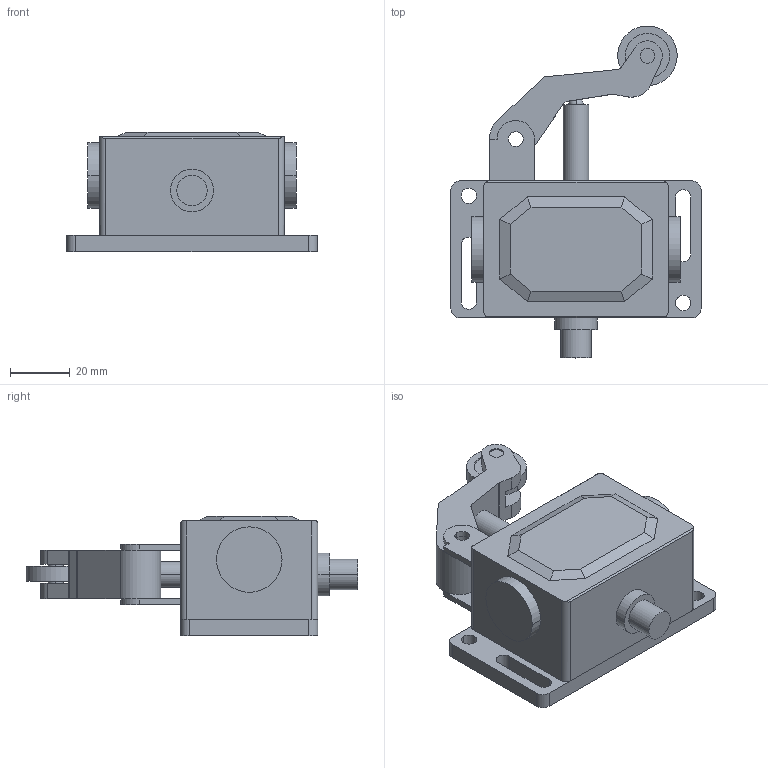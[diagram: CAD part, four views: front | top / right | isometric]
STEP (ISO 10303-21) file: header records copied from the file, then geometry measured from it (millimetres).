
FILE_DESCRIPTION((''),'2;1');
FILE_NAME('3d_PLNU1H.stp','2012-10-03T07:59:26',(''),(''),'Mechanical Desktop 2011','Mechanical Desktop 2011',', , ');
FILE_SCHEMA(('CONFIG_CONTROL_DESIGN'));
Length unit declared in the file: millimetre
Products named in the file (1): Product
Bounding box: 84 x 111.5 x 40 mm (x, y, z)
Volume: 134942.8 mm3; surface area: 36278.6 mm2
Topology: 13 solids, 13 shells, 130 faces, 324 edges, 226 vertices
Faces by surface type: plane 75, cylinder 53, sphere 2
Entity records: 4023 total; most frequent: DIRECTION 717, CARTESIAN_POINT 673, ORIENTED_EDGE 632, EDGE_CURVE 316, AXIS2_PLACEMENT_3D 264, VERTEX_POINT 216, VECTOR 189, LINE 189
